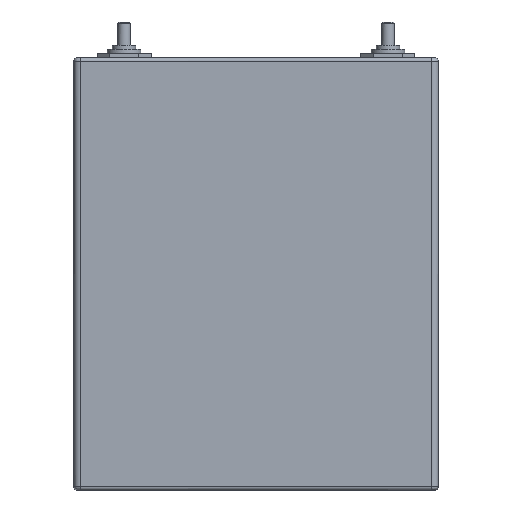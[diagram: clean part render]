
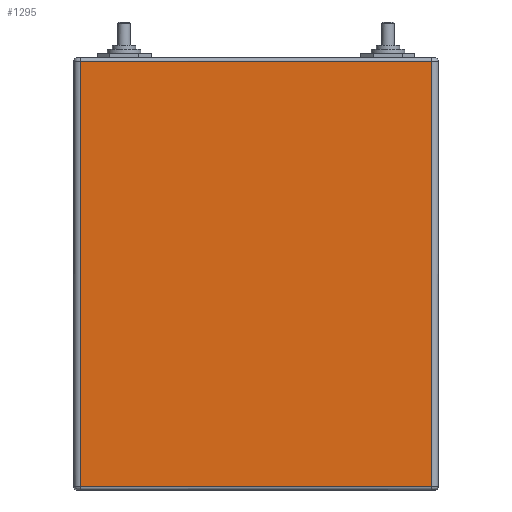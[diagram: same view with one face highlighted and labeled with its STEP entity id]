
A CAD part, left-side view. The second image highlights one B-rep face of the part: STEP entity #1295.
In plain terms, the highlighted free-form (B-spline) face has degree [1, 1] with [2, 2] control points.
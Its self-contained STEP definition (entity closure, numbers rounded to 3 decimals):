
#725 = VERTEX_POINT('',#726);
#726 = CARTESIAN_POINT('',(0.,3.256,
    220.35));
#771 = VERTEX_POINT('',#772);
#772 = CARTESIAN_POINT('',(0.,3.256,
    1.628));
#805 = EDGE_CURVE('',#725,#771,#806,.T.);
#806 = B_SPLINE_CURVE_WITH_KNOTS('',1,(#807,#808),.UNSPECIFIED.,.F.,.F.,
  (2,2),(-203.,-1.5),.PIECEWISE_BEZIER_KNOTS.);
#807 = CARTESIAN_POINT('',(0.,3.256,220.35));
#808 = CARTESIAN_POINT('',(0.,3.256,1.628));
#1017 = VERTEX_POINT('',#1018);
#1018 = CARTESIAN_POINT('',(0.,183.987,
    1.628));
#1054 = VERTEX_POINT('',#1055);
#1055 = CARTESIAN_POINT('',(0.,183.987,
    220.35));
#1082 = EDGE_CURVE('',#1017,#1054,#1083,.T.);
#1083 = B_SPLINE_CURVE_WITH_KNOTS('',1,(#1084,#1085),.UNSPECIFIED.,.F.,
  .F.,(2,2),(1.5,203.),.PIECEWISE_BEZIER_KNOTS.);
#1084 = CARTESIAN_POINT('',(0.,183.987,1.628));
#1085 = CARTESIAN_POINT('',(0.,183.987,220.35));
#1124 = EDGE_CURVE('',#1054,#725,#1125,.T.);
#1125 = B_SPLINE_CURVE_WITH_KNOTS('',1,(#1126,#1127),.UNSPECIFIED.,.F.,
  .F.,(2,2),(-40.125,126.375),.PIECEWISE_BEZIER_KNOTS.);
#1126 = CARTESIAN_POINT('',(0.,183.987,220.35));
#1127 = CARTESIAN_POINT('',(0.,3.256,220.35));
#1282 = EDGE_CURVE('',#771,#1017,#1283,.T.);
#1283 = B_SPLINE_CURVE_WITH_KNOTS('',1,(#1284,#1285),.UNSPECIFIED.,.F.,
  .F.,(2,2),(-126.375,40.125),.PIECEWISE_BEZIER_KNOTS.);
#1284 = CARTESIAN_POINT('',(0.,3.256,1.628));
#1285 = CARTESIAN_POINT('',(0.,183.987,1.628));
#1295 = ADVANCED_FACE('',(#1296),#1302,.T.);
#1296 = FACE_BOUND('',#1297,.T.);
#1297 = EDGE_LOOP('',(#1298,#1299,#1300,#1301));
#1298 = ORIENTED_EDGE('',*,*,#805,.F.);
#1299 = ORIENTED_EDGE('',*,*,#1124,.F.);
#1300 = ORIENTED_EDGE('',*,*,#1082,.F.);
#1301 = ORIENTED_EDGE('',*,*,#1282,.F.);
#1302 = B_SPLINE_SURFACE_WITH_KNOTS('',1,1,(
    (#1303,#1304)
    ,(#1305,#1306
    )),.UNSPECIFIED.,.F.,.F.,.F.,(2,2),(2,2),(3.,169.5),(1.5,203.),
  .PIECEWISE_BEZIER_KNOTS.);
#1303 = CARTESIAN_POINT('',(0.,183.987,1.628));
#1304 = CARTESIAN_POINT('',(0.,183.987,220.35));
#1305 = CARTESIAN_POINT('',(0.,3.256,1.628));
#1306 = CARTESIAN_POINT('',(0.,3.256,220.35));
